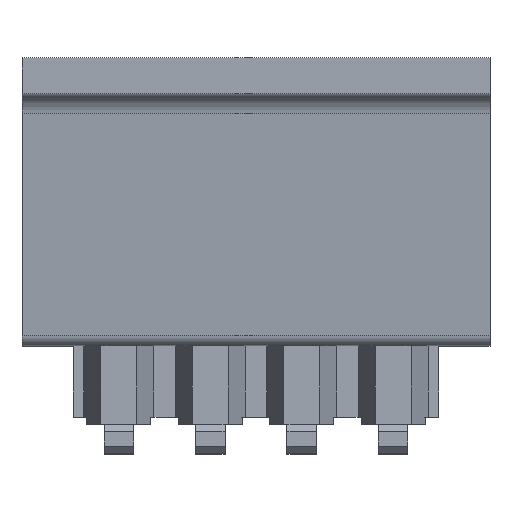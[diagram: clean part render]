
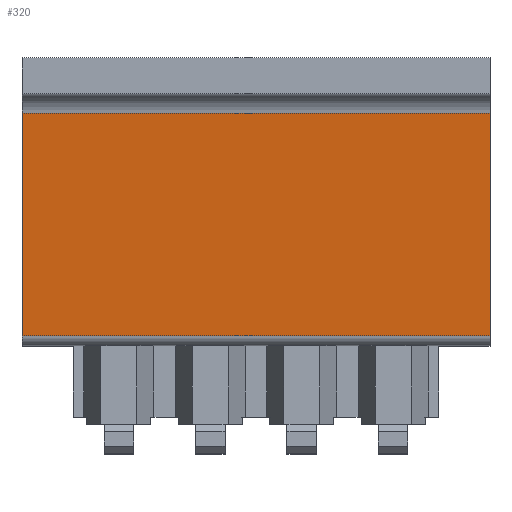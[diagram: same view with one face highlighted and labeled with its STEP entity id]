
A CAD part, top view. The second image highlights one B-rep face of the part: STEP entity #320.
In plain terms, the highlighted face is planar.
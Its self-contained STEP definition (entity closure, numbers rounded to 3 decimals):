
#320 = ADVANCED_FACE( '', ( #789 ), #790, .F. );
#789 = FACE_OUTER_BOUND( '', #1406, .T. );
#790 = PLANE( '', #1407 );
#1406 = EDGE_LOOP( '', ( #2933, #2934, #2935, #2936 ) );
#1407 = AXIS2_PLACEMENT_3D( '', #2937, #2938, #2939 );
#2933 = ORIENTED_EDGE( '', *, *, #4722, .T. );
#2934 = ORIENTED_EDGE( '', *, *, #4723, .F. );
#2935 = ORIENTED_EDGE( '', *, *, #4724, .F. );
#2936 = ORIENTED_EDGE( '', *, *, #4720, .T. );
#2937 = CARTESIAN_POINT( '', ( 3.25, 1.576, -3.226 ) );
#2938 = DIRECTION( '', ( 0., -0.996, -0.087 ) );
#2939 = DIRECTION( '', ( 0., 0.087, -0.996 ) );
#4720 = EDGE_CURVE( '', #5837, #5835, #5838, .T. );
#4722 = EDGE_CURVE( '', #5835, #5840, #5841, .T. );
#4723 = EDGE_CURVE( '', #5842, #5840, #5843, .T. );
#4724 = EDGE_CURVE( '', #5837, #5842, #5844, .T. );
#5835 = VERTEX_POINT( '', #7642 );
#5837 = VERTEX_POINT( '', #7644 );
#5838 = LINE( '', #7645, #7646 );
#5840 = VERTEX_POINT( '', #7648 );
#5841 = LINE( '', #7649, #7650 );
#5842 = VERTEX_POINT( '', #7651 );
#5843 = LINE( '', #7652, #7653 );
#5844 = LINE( '', #7654, #7655 );
#7642 = CARTESIAN_POINT( '', ( -3.25, 1.576, -3.226 ) );
#7644 = CARTESIAN_POINT( '', ( 3.25, 1.576, -3.226 ) );
#7645 = CARTESIAN_POINT( '', ( 3.25, 1.576, -3.226 ) );
#7646 = VECTOR( '', #9154, 1000. );
#7648 = CARTESIAN_POINT( '', ( -3.25, 1.306, -0.137 ) );
#7649 = CARTESIAN_POINT( '', ( -3.25, 1.576, -3.226 ) );
#7650 = VECTOR( '', #9158, 1000. );
#7651 = CARTESIAN_POINT( '', ( 3.25, 1.306, -0.137 ) );
#7652 = CARTESIAN_POINT( '', ( 3.25, 1.306, -0.137 ) );
#7653 = VECTOR( '', #9159, 1000. );
#7654 = CARTESIAN_POINT( '', ( 3.25, 1.576, -3.226 ) );
#7655 = VECTOR( '', #9160, 1000. );
#9154 = DIRECTION( '', ( -1., 0., 0. ) );
#9158 = DIRECTION( '', ( 0., -0.087, 0.996 ) );
#9159 = DIRECTION( '', ( -1., 0., 0. ) );
#9160 = DIRECTION( '', ( 0., -0.087, 0.996 ) );
